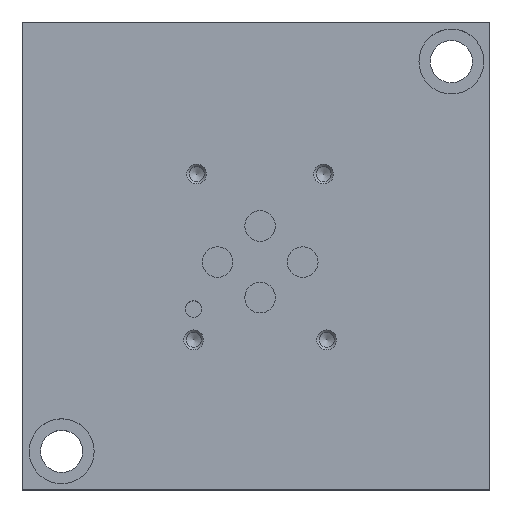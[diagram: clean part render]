
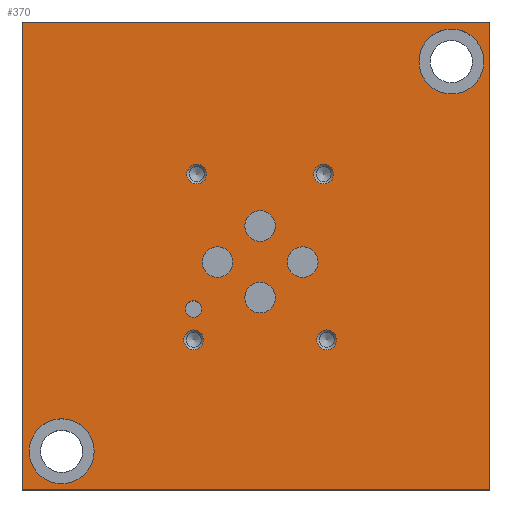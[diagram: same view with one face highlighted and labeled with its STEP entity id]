
A CAD part, top view. The second image highlights one B-rep face of the part: STEP entity #370.
In plain terms, the highlighted planar face has unit normal (0, 0, 1).
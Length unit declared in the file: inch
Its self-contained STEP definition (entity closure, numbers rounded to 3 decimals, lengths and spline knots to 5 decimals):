
#370 = ADVANCED_FACE( '', ( #901, #902, #903, #904, #905, #906, #907, #908, #909, #910, #911, #912 ), #913, .F. );
#901 = FACE_BOUND( '', #1588, .T. );
#902 = FACE_BOUND( '', #1589, .T. );
#903 = FACE_BOUND( '', #1590, .T. );
#904 = FACE_BOUND( '', #1591, .T. );
#905 = FACE_BOUND( '', #1592, .T. );
#906 = FACE_BOUND( '', #1593, .T. );
#907 = FACE_BOUND( '', #1594, .T. );
#908 = FACE_BOUND( '', #1595, .T. );
#909 = FACE_BOUND( '', #1596, .T. );
#910 = FACE_BOUND( '', #1597, .T. );
#911 = FACE_BOUND( '', #1598, .T. );
#912 = FACE_OUTER_BOUND( '', #1599, .T. );
#913 = PLANE( '', #1600 );
#1588 = EDGE_LOOP( '', ( #2718 ) );
#1589 = EDGE_LOOP( '', ( #2719 ) );
#1590 = EDGE_LOOP( '', ( #2720 ) );
#1591 = EDGE_LOOP( '', ( #2721 ) );
#1592 = EDGE_LOOP( '', ( #2722 ) );
#1593 = EDGE_LOOP( '', ( #2723 ) );
#1594 = EDGE_LOOP( '', ( #2724 ) );
#1595 = EDGE_LOOP( '', ( #2725 ) );
#1596 = EDGE_LOOP( '', ( #2726 ) );
#1597 = EDGE_LOOP( '', ( #2727 ) );
#1598 = EDGE_LOOP( '', ( #2728 ) );
#1599 = EDGE_LOOP( '', ( #2729, #2730, #2731, #2732 ) );
#1600 = AXIS2_PLACEMENT_3D( '', #2733, #2734, #2735 );
#2718 = ORIENTED_EDGE( '', *, *, #4205, .T. );
#2719 = ORIENTED_EDGE( '', *, *, #4206, .T. );
#2720 = ORIENTED_EDGE( '', *, *, #4044, .F. );
#2721 = ORIENTED_EDGE( '', *, *, #4207, .F. );
#2722 = ORIENTED_EDGE( '', *, *, #4094, .F. );
#2723 = ORIENTED_EDGE( '', *, *, #4208, .F. );
#2724 = ORIENTED_EDGE( '', *, *, #3941, .F. );
#2725 = ORIENTED_EDGE( '', *, *, #4209, .F. );
#2726 = ORIENTED_EDGE( '', *, *, #3995, .F. );
#2727 = ORIENTED_EDGE( '', *, *, #4210, .F. );
#2728 = ORIENTED_EDGE( '', *, *, #4211, .F. );
#2729 = ORIENTED_EDGE( '', *, *, #3879, .T. );
#2730 = ORIENTED_EDGE( '', *, *, #4212, .F. );
#2731 = ORIENTED_EDGE( '', *, *, #4213, .F. );
#2732 = ORIENTED_EDGE( '', *, *, #4214, .T. );
#2733 = CARTESIAN_POINT( '', ( 4.5, 4.5, 1.5 ) );
#2734 = DIRECTION( '', ( 0., 0., -1. ) );
#2735 = DIRECTION( '', ( -1., 0., 0. ) );
#3879 = EDGE_CURVE( '', #4630, #4634, #4636, .T. );
#3941 = EDGE_CURVE( '', #4736, #4736, #4737, .T. );
#3995 = EDGE_CURVE( '', #4827, #4827, #4828, .T. );
#4044 = EDGE_CURVE( '', #4906, #4906, #4907, .T. );
#4094 = EDGE_CURVE( '', #4979, #4979, #4980, .T. );
#4205 = EDGE_CURVE( '', #5160, #5160, #5161, .T. );
#4206 = EDGE_CURVE( '', #5162, #5162, #5163, .T. );
#4207 = EDGE_CURVE( '', #5164, #5164, #5165, .T. );
#4208 = EDGE_CURVE( '', #5166, #5166, #5167, .T. );
#4209 = EDGE_CURVE( '', #5168, #5168, #5169, .T. );
#4210 = EDGE_CURVE( '', #5170, #5170, #5171, .T. );
#4211 = EDGE_CURVE( '', #5172, #5172, #5173, .T. );
#4212 = EDGE_CURVE( '', #5174, #4634, #5175, .T. );
#4213 = EDGE_CURVE( '', #5176, #5174, #5177, .T. );
#4214 = EDGE_CURVE( '', #5176, #4630, #5178, .T. );
#4630 = VERTEX_POINT( '', #5696 );
#4634 = VERTEX_POINT( '', #5702 );
#4636 = LINE( '', #5705, #5706 );
#4736 = VERTEX_POINT( '', #5844 );
#4737 = CIRCLE( '', #5845, 0.079 );
#4827 = VERTEX_POINT( '', #5968 );
#4828 = CIRCLE( '', #5969, 0.1475 );
#4906 = VERTEX_POINT( '', #6069 );
#4907 = CIRCLE( '', #6070, 0.095 );
#4979 = VERTEX_POINT( '', #6164 );
#4980 = CIRCLE( '', #6165, 0.095 );
#5160 = VERTEX_POINT( '', #6419 );
#5161 = CIRCLE( '', #6420, 0.3125 );
#5162 = VERTEX_POINT( '', #6421 );
#5163 = CIRCLE( '', #6422, 0.3125 );
#5164 = VERTEX_POINT( '', #6423 );
#5165 = CIRCLE( '', #6424, 0.095 );
#5166 = VERTEX_POINT( '', #6425 );
#5167 = CIRCLE( '', #6426, 0.095 );
#5168 = VERTEX_POINT( '', #6427 );
#5169 = CIRCLE( '', #6428, 0.1475 );
#5170 = VERTEX_POINT( '', #6429 );
#5171 = CIRCLE( '', #6430, 0.1475 );
#5172 = VERTEX_POINT( '', #6431 );
#5173 = CIRCLE( '', #6432, 0.1475 );
#5174 = VERTEX_POINT( '', #6433 );
#5175 = LINE( '', #6434, #6435 );
#5176 = VERTEX_POINT( '', #6436 );
#5177 = LINE( '', #6437, #6438 );
#5178 = LINE( '', #6439, #6440 );
#5696 = CARTESIAN_POINT( '', ( 0., 4.5, 1.5 ) );
#5702 = CARTESIAN_POINT( '', ( 0., 0., 1.5 ) );
#5705 = CARTESIAN_POINT( '', ( 0., 4.5, 1.5 ) );
#5706 = VECTOR( '', #6983, 39.37008 );
#5844 = CARTESIAN_POINT( '', ( 1.729, 1.738, 1.5 ) );
#5845 = AXIS2_PLACEMENT_3D( '', #7046, #7047, #7048 );
#5968 = CARTESIAN_POINT( '', ( 2.4375, 2.537, 1.5 ) );
#5969 = AXIS2_PLACEMENT_3D( '', #7112, #7113, #7114 );
#6069 = CARTESIAN_POINT( '', ( 1.774, 3.037, 1.5 ) );
#6070 = AXIS2_PLACEMENT_3D( '', #7176, #7177, #7178 );
#6164 = CARTESIAN_POINT( '', ( 3.025, 1.442, 1.5 ) );
#6165 = AXIS2_PLACEMENT_3D( '', #7228, #7229, #7230 );
#6419 = CARTESIAN_POINT( '', ( 3.8175, 4.12, 1.5 ) );
#6420 = AXIS2_PLACEMENT_3D( '', #7383, #7384, #7385 );
#6421 = CARTESIAN_POINT( '', ( 0.0675, 0.37, 1.5 ) );
#6422 = AXIS2_PLACEMENT_3D( '', #7386, #7387, #7388 );
#6423 = CARTESIAN_POINT( '', ( 1.745, 1.442, 1.5 ) );
#6424 = AXIS2_PLACEMENT_3D( '', #7389, #7390, #7391 );
#6425 = CARTESIAN_POINT( '', ( 2.995, 3.037, 1.5 ) );
#6426 = AXIS2_PLACEMENT_3D( '', #7392, #7393, #7394 );
#6427 = CARTESIAN_POINT( '', ( 2.4375, 1.848, 1.5 ) );
#6428 = AXIS2_PLACEMENT_3D( '', #7395, #7396, #7397 );
#6429 = CARTESIAN_POINT( '', ( 2.8465, 2.19, 1.5 ) );
#6430 = AXIS2_PLACEMENT_3D( '', #7398, #7399, #7400 );
#6431 = CARTESIAN_POINT( '', ( 2.0275, 2.19, 1.5 ) );
#6432 = AXIS2_PLACEMENT_3D( '', #7401, #7402, #7403 );
#6433 = CARTESIAN_POINT( '', ( 4.5, 0., 1.5 ) );
#6434 = CARTESIAN_POINT( '', ( 4.5, 0., 1.5 ) );
#6435 = VECTOR( '', #7404, 39.37008 );
#6436 = CARTESIAN_POINT( '', ( 4.5, 4.5, 1.5 ) );
#6437 = CARTESIAN_POINT( '', ( 4.5, 4.5, 1.5 ) );
#6438 = VECTOR( '', #7405, 39.37008 );
#6439 = CARTESIAN_POINT( '', ( 4.5, 4.5, 1.5 ) );
#6440 = VECTOR( '', #7406, 39.37008 );
#6983 = DIRECTION( '', ( 0., -1., 0. ) );
#7046 = CARTESIAN_POINT( '', ( 1.65, 1.738, 1.5 ) );
#7047 = DIRECTION( '', ( 0., 0., 1. ) );
#7048 = DIRECTION( '', ( 1., 0., 0. ) );
#7112 = CARTESIAN_POINT( '', ( 2.29, 2.537, 1.5 ) );
#7113 = DIRECTION( '', ( 0., 0., 1. ) );
#7114 = DIRECTION( '', ( 1., 0., 0. ) );
#7176 = CARTESIAN_POINT( '', ( 1.679, 3.037, 1.5 ) );
#7177 = DIRECTION( '', ( 0., 0., 1. ) );
#7178 = DIRECTION( '', ( 1., 0., 0. ) );
#7228 = CARTESIAN_POINT( '', ( 2.93, 1.442, 1.5 ) );
#7229 = DIRECTION( '', ( 0., 0., 1. ) );
#7230 = DIRECTION( '', ( 1., 0., 0. ) );
#7383 = CARTESIAN_POINT( '', ( 4.13, 4.12, 1.5 ) );
#7384 = DIRECTION( '', ( 0., 0., -1. ) );
#7385 = DIRECTION( '', ( -1., 0., 0. ) );
#7386 = CARTESIAN_POINT( '', ( 0.38, 0.37, 1.5 ) );
#7387 = DIRECTION( '', ( 0., 0., -1. ) );
#7388 = DIRECTION( '', ( -1., 0., 0. ) );
#7389 = CARTESIAN_POINT( '', ( 1.65, 1.442, 1.5 ) );
#7390 = DIRECTION( '', ( 0., 0., 1. ) );
#7391 = DIRECTION( '', ( 1., 0., 0. ) );
#7392 = CARTESIAN_POINT( '', ( 2.9, 3.037, 1.5 ) );
#7393 = DIRECTION( '', ( 0., 0., 1. ) );
#7394 = DIRECTION( '', ( 1., 0., 0. ) );
#7395 = CARTESIAN_POINT( '', ( 2.29, 1.848, 1.5 ) );
#7396 = DIRECTION( '', ( 0., 0., 1. ) );
#7397 = DIRECTION( '', ( 1., 0., 0. ) );
#7398 = CARTESIAN_POINT( '', ( 2.699, 2.19, 1.5 ) );
#7399 = DIRECTION( '', ( 0., 0., 1. ) );
#7400 = DIRECTION( '', ( 1., 0., 0. ) );
#7401 = CARTESIAN_POINT( '', ( 1.88, 2.19, 1.5 ) );
#7402 = DIRECTION( '', ( 0., 0., 1. ) );
#7403 = DIRECTION( '', ( 1., 0., 0. ) );
#7404 = DIRECTION( '', ( -1., 0., 0. ) );
#7405 = DIRECTION( '', ( 0., -1., 0. ) );
#7406 = DIRECTION( '', ( -1., 0., 0. ) );
